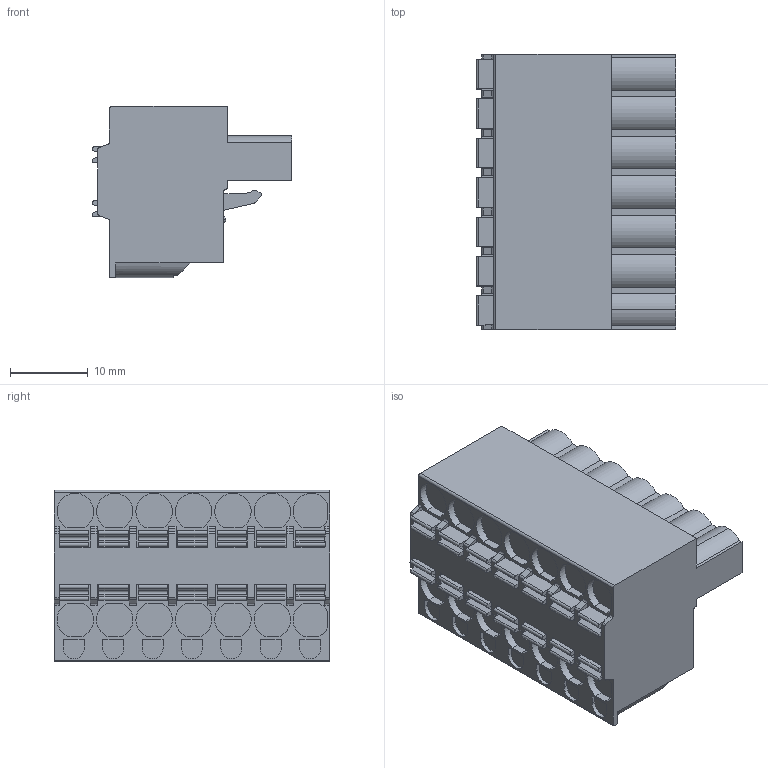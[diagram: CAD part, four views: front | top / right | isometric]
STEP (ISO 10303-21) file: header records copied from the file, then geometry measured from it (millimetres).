
FILE_DESCRIPTION((''),'2;1');
FILE_NAME('11111','2024-09-30T11:42:30',('tluser'),(''),'CREO PARAMETRIC BY PTC INC, 2018100','CREO PARAMETRIC BY PTC INC, 2018100','');
FILE_SCHEMA(('CONFIG_CONTROL_DESIGN'));
Length unit declared in the file: millimetre
Products named in the file (1): 11111
Bounding box: 25.72 x 35.46 x 22.1 mm (x, y, z)
Volume: 12840.9 mm3; surface area: 5168.3 mm2
Topology: 1 solids, 1 shells, 582 faces, 1578 edges, 1049 vertices
Faces by surface type: plane 359, cylinder 219, bspline 4
Entity records: 18533 total; most frequent: CARTESIAN_POINT 3465, ORIENTED_EDGE 3148, DIRECTION 3129, EDGE_CURVE 1574, VECTOR 1099, LINE 1099, VERTEX_POINT 1049, AXIS2_PLACEMENT_3D 1015
